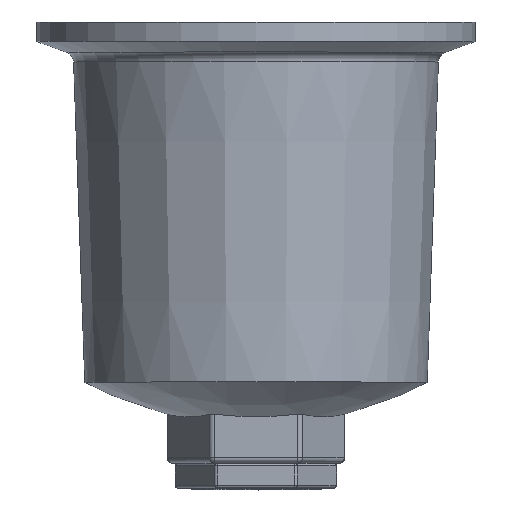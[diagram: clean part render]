
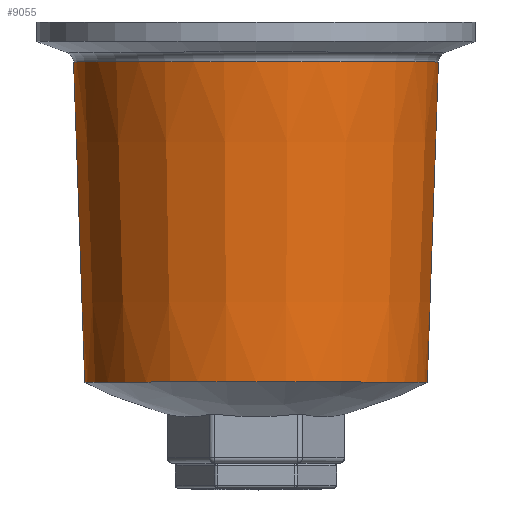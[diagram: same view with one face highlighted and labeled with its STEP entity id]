
A CAD part, top view. The second image highlights one B-rep face of the part: STEP entity #9055.
In plain terms, the highlighted conical face has half-angle 2 degrees and reference radius 52.103 mm.
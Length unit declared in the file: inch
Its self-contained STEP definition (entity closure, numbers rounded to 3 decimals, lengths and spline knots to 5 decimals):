
#223=CONICAL_SURFACE('',#9626,2.05128,2.);
#241=FACE_BOUND('',#1570,.T.);
#1026=FACE_OUTER_BOUND('',#1569,.T.);
#1569=EDGE_LOOP('',(#6359));
#1570=EDGE_LOOP('',(#6360));
#3924=CIRCLE('',#9624,2.11462);
#3926=CIRCLE('',#9627,1.985);
#4033=VERTEX_POINT('',#12009);
#4035=VERTEX_POINT('',#12014);
#4954=EDGE_CURVE('',#4033,#4033,#3924,.T.);
#4956=EDGE_CURVE('',#4035,#4035,#3926,.T.);
#6359=ORIENTED_EDGE('',*,*,#4956,.T.);
#6360=ORIENTED_EDGE('',*,*,#4954,.F.);
#9055=ADVANCED_FACE('',(#1026,#241),#223,.T.);
#9624=AXIS2_PLACEMENT_3D('',#12010,#10162,#10163);
#9626=AXIS2_PLACEMENT_3D('',#12013,#10166,#10167);
#9627=AXIS2_PLACEMENT_3D('',#12015,#10168,#10169);
#10162=DIRECTION('center_axis',(0.,1.,0.));
#10163=DIRECTION('ref_axis',(1.,0.,0.));
#10166=DIRECTION('center_axis',(0.,1.,0.));
#10167=DIRECTION('ref_axis',(-1.,0.,0.));
#10168=DIRECTION('center_axis',(0.,1.,0.));
#10169=DIRECTION('ref_axis',(1.,0.,0.));
#12009=CARTESIAN_POINT('',(-2.11462,4.64998,0.));
#12010=CARTESIAN_POINT('Origin',(0.,4.64998,0.));
#12013=CARTESIAN_POINT('Origin',(0.,2.83614,0.));
#12014=CARTESIAN_POINT('',(-1.985,0.93803,0.));
#12015=CARTESIAN_POINT('Origin',(0.,0.93803,0.));
